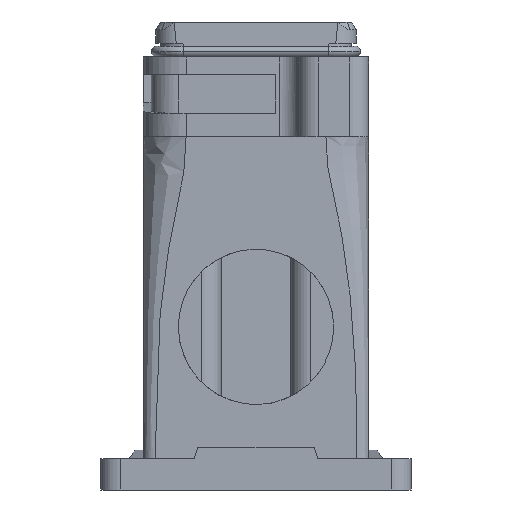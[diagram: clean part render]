
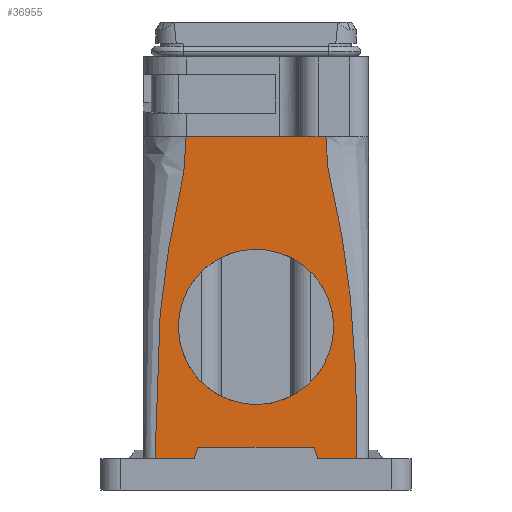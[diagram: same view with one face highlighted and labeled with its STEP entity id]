
A CAD part, front view. The second image highlights one B-rep face of the part: STEP entity #36955.
In plain terms, the highlighted planar face has unit normal (0, -1, 0).
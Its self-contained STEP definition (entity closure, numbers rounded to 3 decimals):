
#36924=AXIS2_PLACEMENT_3D('Plane Axis2P3D',#36921,#36922,#36923) ;
#36939=AXIS2_PLACEMENT_3D('Circle Axis2P3D',#36937,#36938,$) ;
#36948=AXIS2_PLACEMENT_3D('Circle Axis2P3D',#36946,#36947,$) ;
#32994=CARTESIAN_POINT('Vertex',(48.179,29.5,91.)) ;
#35090=CARTESIAN_POINT('Line Origine',(53.09,29.5,91.)) ;
#35094=CARTESIAN_POINT('Vertex',(58.,29.5,91.)) ;
#35404=CARTESIAN_POINT('Vertex',(14.,29.5,8.)) ;
#35408=CARTESIAN_POINT('Control Point',(22.,29.5,91.)) ;
#35409=CARTESIAN_POINT('Control Point',(22.,29.5,90.985)) ;
#35410=CARTESIAN_POINT('Control Point',(22.,29.5,90.97)) ;
#35411=CARTESIAN_POINT('Control Point',(22.,29.5,90.955)) ;
#35412=CARTESIAN_POINT('Control Point',(22.,29.5,88.764)) ;
#35413=CARTESIAN_POINT('Control Point',(21.997,29.5,86.573)) ;
#35414=CARTESIAN_POINT('Control Point',(21.826,29.5,84.404)) ;
#35415=CARTESIAN_POINT('Control Point',(21.39,29.5,81.369)) ;
#35416=CARTESIAN_POINT('Control Point',(20.787,29.5,78.355)) ;
#35417=CARTESIAN_POINT('Control Point',(20.603,29.5,77.489)) ;
#35418=CARTESIAN_POINT('Control Point',(20.231,29.5,75.791)) ;
#35419=CARTESIAN_POINT('Control Point',(19.849,29.5,74.094)) ;
#35420=CARTESIAN_POINT('Control Point',(19.663,29.5,73.261)) ;
#35421=CARTESIAN_POINT('Control Point',(19.297,29.5,71.599)) ;
#35422=CARTESIAN_POINT('Control Point',(18.95,29.5,69.933)) ;
#35423=CARTESIAN_POINT('Control Point',(18.777,29.5,69.079)) ;
#35424=CARTESIAN_POINT('Control Point',(16.798,29.5,59.048)) ;
#35425=CARTESIAN_POINT('Control Point',(15.449,29.5,48.936)) ;
#35426=CARTESIAN_POINT('Control Point',(14.611,29.5,39.617)) ;
#35427=CARTESIAN_POINT('Control Point',(14.128,29.5,28.075)) ;
#35428=CARTESIAN_POINT('Control Point',(14.015,29.5,16.529)) ;
#35429=CARTESIAN_POINT('Control Point',(14.004,29.5,14.302)) ;
#35430=CARTESIAN_POINT('Control Point',(14.001,29.5,11.705)) ;
#35431=CARTESIAN_POINT('Control Point',(14.,29.5,9.107)) ;
#35432=CARTESIAN_POINT('Control Point',(14.,29.5,8.738)) ;
#35433=CARTESIAN_POINT('Control Point',(14.,29.5,8.369)) ;
#35434=CARTESIAN_POINT('Control Point',(14.,29.5,8.)) ;
#35435=CARTESIAN_POINT('Vertex',(22.,29.5,91.)) ;
#35453=CARTESIAN_POINT('Line Origine',(24.531,29.5,9.5)) ;
#35457=CARTESIAN_POINT('Vertex',(24.063,29.5,8.)) ;
#35459=CARTESIAN_POINT('Vertex',(25.,29.5,11.)) ;
#35479=CARTESIAN_POINT('Line Origine',(40.,29.5,11.)) ;
#35483=CARTESIAN_POINT('Vertex',(55.,29.5,11.)) ;
#35502=CARTESIAN_POINT('Vertex',(55.938,29.5,8.)) ;
#35505=CARTESIAN_POINT('Line Origine',(55.469,29.5,9.5)) ;
#35517=CARTESIAN_POINT('Line Origine',(35.09,29.5,91.)) ;
#35992=CARTESIAN_POINT('Control Point',(58.,29.5,91.)) ;
#35993=CARTESIAN_POINT('Control Point',(58.,29.5,90.883)) ;
#35994=CARTESIAN_POINT('Control Point',(58.,29.5,90.772)) ;
#35995=CARTESIAN_POINT('Control Point',(58.,29.5,90.669)) ;
#35996=CARTESIAN_POINT('Control Point',(58.001,29.5,88.695)) ;
#35997=CARTESIAN_POINT('Control Point',(58.026,29.5,86.72)) ;
#35998=CARTESIAN_POINT('Control Point',(58.19,29.5,84.85)) ;
#35999=CARTESIAN_POINT('Control Point',(58.631,29.5,81.938)) ;
#36000=CARTESIAN_POINT('Control Point',(59.249,29.5,79.049)) ;
#36001=CARTESIAN_POINT('Control Point',(59.487,29.5,78.011)) ;
#36002=CARTESIAN_POINT('Control Point',(59.918,29.5,76.17)) ;
#36003=CARTESIAN_POINT('Control Point',(60.346,29.5,74.328)) ;
#36004=CARTESIAN_POINT('Control Point',(60.528,29.5,73.523)) ;
#36005=CARTESIAN_POINT('Control Point',(60.882,29.5,71.907)) ;
#36006=CARTESIAN_POINT('Control Point',(61.214,29.5,70.288)) ;
#36007=CARTESIAN_POINT('Control Point',(61.373,29.5,69.491)) ;
#36008=CARTESIAN_POINT('Control Point',(63.371,29.5,59.145)) ;
#36009=CARTESIAN_POINT('Control Point',(64.624,29.5,48.705)) ;
#36010=CARTESIAN_POINT('Control Point',(65.451,29.5,39.02)) ;
#36011=CARTESIAN_POINT('Control Point',(65.905,29.5,27.055)) ;
#36012=CARTESIAN_POINT('Control Point',(65.993,29.5,15.086)) ;
#36013=CARTESIAN_POINT('Control Point',(66.,29.5,12.769)) ;
#36014=CARTESIAN_POINT('Control Point',(66.,29.5,10.425)) ;
#36015=CARTESIAN_POINT('Control Point',(66.,29.5,8.081)) ;
#36016=CARTESIAN_POINT('Control Point',(66.,29.5,8.054)) ;
#36017=CARTESIAN_POINT('Control Point',(66.,29.5,8.027)) ;
#36018=CARTESIAN_POINT('Control Point',(66.,29.5,8.)) ;
#36019=CARTESIAN_POINT('Vertex',(66.,29.5,8.)) ;
#36037=CARTESIAN_POINT('Line Origine',(19.031,29.5,8.)) ;
#36059=CARTESIAN_POINT('Line Origine',(60.969,29.5,8.)) ;
#36921=CARTESIAN_POINT('Axis2P3D Location',(69.,29.5,8.)) ;
#36937=CARTESIAN_POINT('Axis2P3D Location',(40.,29.5,42.)) ;
#36941=CARTESIAN_POINT('Vertex',(22.448,29.5,51.589)) ;
#36943=CARTESIAN_POINT('Vertex',(57.552,29.5,32.411)) ;
#36946=CARTESIAN_POINT('Axis2P3D Location',(40.,29.5,42.)) ;
#35091=DIRECTION('Vector Direction',(-1.,0.,0.)) ;
#35454=DIRECTION('Vector Direction',(0.298,0.,0.954)) ;
#35480=DIRECTION('Vector Direction',(1.,0.,0.)) ;
#35506=DIRECTION('Vector Direction',(-0.298,0.,0.954)) ;
#35518=DIRECTION('Vector Direction',(-1.,0.,0.)) ;
#36038=DIRECTION('Vector Direction',(-1.,0.,0.)) ;
#36060=DIRECTION('Vector Direction',(-1.,0.,0.)) ;
#36922=DIRECTION('Axis2P3D Direction',(0.,1.,0.)) ;
#36923=DIRECTION('Axis2P3D XDirection',(-1.,0.,0.)) ;
#36938=DIRECTION('Axis2P3D Direction',(0.,1.,0.)) ;
#36947=DIRECTION('Axis2P3D Direction',(0.,1.,0.)) ;
#35092=VECTOR('Line Direction',#35091,1.) ;
#35455=VECTOR('Line Direction',#35454,1.) ;
#35481=VECTOR('Line Direction',#35480,1.) ;
#35507=VECTOR('Line Direction',#35506,1.) ;
#35519=VECTOR('Line Direction',#35518,1.) ;
#36039=VECTOR('Line Direction',#36038,1.) ;
#36061=VECTOR('Line Direction',#36060,1.) ;
#36927=ORIENTED_EDGE('',*,*,#35437,.F.) ;
#36928=ORIENTED_EDGE('',*,*,#36041,.T.) ;
#36929=ORIENTED_EDGE('',*,*,#35461,.T.) ;
#36930=ORIENTED_EDGE('',*,*,#35485,.T.) ;
#36931=ORIENTED_EDGE('',*,*,#35509,.F.) ;
#36932=ORIENTED_EDGE('',*,*,#36063,.T.) ;
#36933=ORIENTED_EDGE('',*,*,#36021,.T.) ;
#36934=ORIENTED_EDGE('',*,*,#35096,.F.) ;
#36935=ORIENTED_EDGE('',*,*,#35521,.F.) ;
#36952=ORIENTED_EDGE('',*,*,#36945,.T.) ;
#36953=ORIENTED_EDGE('',*,*,#36950,.T.) ;
#36954=FACE_BOUND('',#36951,.T.) ;
#36955=ADVANCED_FACE('Housing',(#36936,#36954),#36925,.F.) ;
#35407=B_SPLINE_CURVE_WITH_KNOTS('',5,(#35408,#35409,#35410,#35411,#35412,#35413,#35414,#35415,#35416,#35417,#35418,#35419,#35420,#35421,#35422,#35423,#35424,#35425,#35426,#35427,#35428,#35429,#35430,#35431,#35432,#35433,#35434),.UNSPECIFIED.,.F.,.U.,(6,3,3,3,3,3,3,3,6),(28.752,28.882,47.726,55.332,62.667,69.961,150.659,169.953,173.15),.UNSPECIFIED.) ;
#35991=B_SPLINE_CURVE_WITH_KNOTS('',5,(#35992,#35993,#35994,#35995,#35996,#35997,#35998,#35999,#36000,#36001,#36002,#36003,#36004,#36005,#36006,#36007,#36008,#36009,#36010,#36011,#36012,#36013,#36014,#36015,#36016,#36017,#36018),.UNSPECIFIED.,.F.,.U.,(6,3,3,3,3,3,3,3,6),(28.188,29.031,45.287,54.426,61.521,68.64,152.229,172.294,172.527),.UNSPECIFIED.) ;
#36940=CIRCLE('generated circle',#36939,20.) ;
#36949=CIRCLE('generated circle',#36948,20.) ;
#35096=EDGE_CURVE('',#32995,#35095,#35093,.F.) ;
#35437=EDGE_CURVE('',#35405,#35436,#35407,.F.) ;
#35461=EDGE_CURVE('',#35458,#35460,#35456,.T.) ;
#35485=EDGE_CURVE('',#35460,#35484,#35482,.T.) ;
#35509=EDGE_CURVE('',#35503,#35484,#35508,.T.) ;
#35521=EDGE_CURVE('',#35436,#32995,#35520,.F.) ;
#36021=EDGE_CURVE('',#36020,#35095,#35991,.F.) ;
#36041=EDGE_CURVE('',#35405,#35458,#36040,.F.) ;
#36063=EDGE_CURVE('',#35503,#36020,#36062,.F.) ;
#36945=EDGE_CURVE('',#36942,#36944,#36940,.T.) ;
#36950=EDGE_CURVE('',#36944,#36942,#36949,.T.) ;
#36926=EDGE_LOOP('',(#36927,#36928,#36929,#36930,#36931,#36932,#36933,#36934,#36935)) ;
#36951=EDGE_LOOP('',(#36952,#36953)) ;
#36936=FACE_OUTER_BOUND('',#36926,.T.) ;
#35093=LINE('Line',#35090,#35092) ;
#35456=LINE('Line',#35453,#35455) ;
#35482=LINE('Line',#35479,#35481) ;
#35508=LINE('Line',#35505,#35507) ;
#35520=LINE('Line',#35517,#35519) ;
#36040=LINE('Line',#36037,#36039) ;
#36062=LINE('Line',#36059,#36061) ;
#36925=PLANE('',#36924) ;
#32995=VERTEX_POINT('',#32994) ;
#35095=VERTEX_POINT('',#35094) ;
#35405=VERTEX_POINT('',#35404) ;
#35436=VERTEX_POINT('',#35435) ;
#35458=VERTEX_POINT('',#35457) ;
#35460=VERTEX_POINT('',#35459) ;
#35484=VERTEX_POINT('',#35483) ;
#35503=VERTEX_POINT('',#35502) ;
#36020=VERTEX_POINT('',#36019) ;
#36942=VERTEX_POINT('',#36941) ;
#36944=VERTEX_POINT('',#36943) ;
